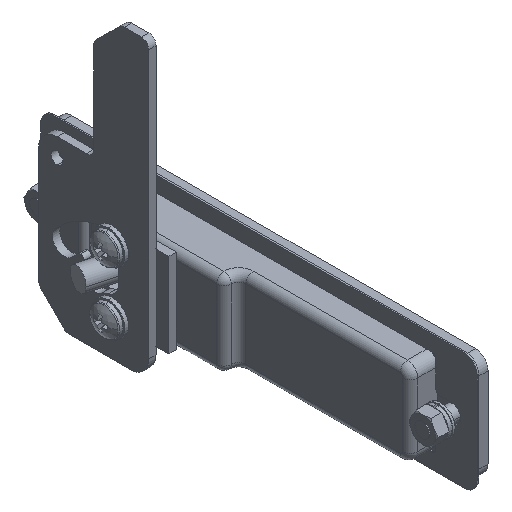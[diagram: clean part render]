
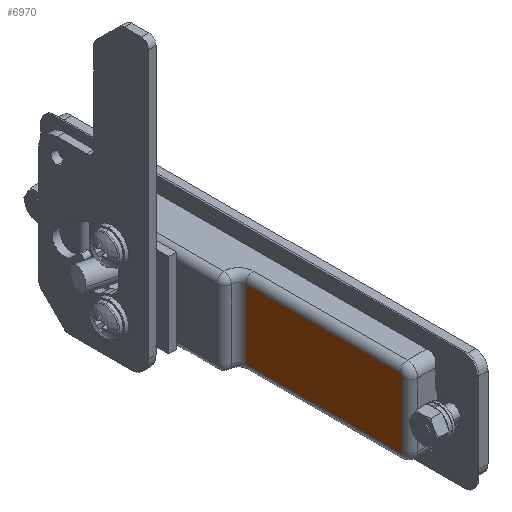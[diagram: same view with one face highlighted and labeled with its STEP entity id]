
A CAD part, isometric view. The second image highlights one B-rep face of the part: STEP entity #6970.
In plain terms, the highlighted face is planar.
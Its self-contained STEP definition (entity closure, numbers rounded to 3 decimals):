
#393 = PLANE ( 'NONE',  #8790 ) ;
#597 = CARTESIAN_POINT ( 'NONE',  ( -8.7, -71.3, -11. ) ) ;
#682 = EDGE_CURVE ( 'NONE', #10135, #8348, #5860, .T. ) ;
#933 = EDGE_CURVE ( 'NONE', #4802, #6711, #9023, .T. ) ;
#1082 = EDGE_CURVE ( 'NONE', #6711, #10135, #2015, .T. ) ;
#1252 = CIRCLE ( 'NONE', #6881, 0.8 ) ;
#1328 = EDGE_CURVE ( 'NONE', #4155, #4802, #4547, .T. ) ;
#1649 = ORIENTED_EDGE ( 'NONE', *, *, #933, .T. ) ;
#1752 = EDGE_CURVE ( 'NONE', #2255, #4155, #1252, .T. ) ;
#1883 = DIRECTION ( 'NONE',  ( 1., 0., 0. ) ) ;
#1890 = EDGE_CURVE ( 'NONE', #8348, #2255, #6715, .T. ) ;
#2013 = ORIENTED_EDGE ( 'NONE', *, *, #1082, .T. ) ;
#2015 = LINE ( 'NONE', #4076, #8251 ) ;
#2037 = DIRECTION ( 'NONE',  ( 0., 0., 1. ) ) ;
#2255 = VERTEX_POINT ( 'NONE', #597 ) ;
#2317 = CARTESIAN_POINT ( 'NONE',  ( -8.7, -70.5, -11. ) ) ;
#2555 = ORIENTED_EDGE ( 'NONE', *, *, #1328, .T. ) ;
#2713 = CARTESIAN_POINT ( 'NONE',  ( 11.5, -28.5, -11. ) ) ;
#2779 = VECTOR ( 'NONE', #1883, 1000. ) ;
#3131 = DIRECTION ( 'NONE',  ( 0., -1., 0. ) ) ;
#3787 = CARTESIAN_POINT ( 'NONE',  ( 8.7, -71.3, -11. ) ) ;
#4076 = CARTESIAN_POINT ( 'NONE',  ( 9.5, -70.5, -11. ) ) ;
#4155 = VERTEX_POINT ( 'NONE', #9706 ) ;
#4225 = CARTESIAN_POINT ( 'NONE',  ( 14.5, -71.3, -11. ) ) ;
#4288 = VECTOR ( 'NONE', #9106, 1000. ) ;
#4298 = VECTOR ( 'NONE', #4394, 1000. ) ;
#4312 = CARTESIAN_POINT ( 'NONE',  ( 8.7, -70.5, -11. ) ) ;
#4394 = DIRECTION ( 'NONE',  ( 0., 1., 0. ) ) ;
#4416 = AXIS2_PLACEMENT_3D ( 'NONE', #4312, #9199, #6773 ) ;
#4547 = LINE ( 'NONE', #10110, #4298 ) ;
#4802 = VERTEX_POINT ( 'NONE', #6005 ) ;
#5202 = EDGE_LOOP ( 'NONE', ( #6316, #2555, #1649, #2013, #8551, #7559 ) ) ;
#5860 = CIRCLE ( 'NONE', #4416, 0.8 ) ;
#6005 = CARTESIAN_POINT ( 'NONE',  ( -9.5, -28.5, -11. ) ) ;
#6316 = ORIENTED_EDGE ( 'NONE', *, *, #1752, .T. ) ;
#6361 = FACE_OUTER_BOUND ( 'NONE', #5202, .T. ) ;
#6711 = VERTEX_POINT ( 'NONE', #8229 ) ;
#6715 = LINE ( 'NONE', #4225, #4288 ) ;
#6773 = DIRECTION ( 'NONE',  ( 0., -1., 0. ) ) ;
#6881 = AXIS2_PLACEMENT_3D ( 'NONE', #2317, #8007, #3131 ) ;
#6903 = CARTESIAN_POINT ( 'NONE',  ( 14.5, -26.5, -11. ) ) ;
#6970 = ADVANCED_FACE ( 'NONE', ( #6361 ), #393, .F. ) ;
#7559 = ORIENTED_EDGE ( 'NONE', *, *, #1890, .T. ) ;
#7723 = DIRECTION ( 'NONE',  ( 0., -1., 0. ) ) ;
#8007 = DIRECTION ( 'NONE',  ( 0., 0., -1. ) ) ;
#8229 = CARTESIAN_POINT ( 'NONE',  ( 9.5, -28.5, -11. ) ) ;
#8251 = VECTOR ( 'NONE', #8953, 1000. ) ;
#8348 = VERTEX_POINT ( 'NONE', #3787 ) ;
#8551 = ORIENTED_EDGE ( 'NONE', *, *, #682, .T. ) ;
#8790 = AXIS2_PLACEMENT_3D ( 'NONE', #6903, #2037, #7723 ) ;
#8923 = CARTESIAN_POINT ( 'NONE',  ( 9.5, -70.5, -11. ) ) ;
#8953 = DIRECTION ( 'NONE',  ( 0., -1., 0. ) ) ;
#9023 = LINE ( 'NONE', #2713, #2779 ) ;
#9106 = DIRECTION ( 'NONE',  ( -1., 0., 0. ) ) ;
#9199 = DIRECTION ( 'NONE',  ( 0., 0., -1. ) ) ;
#9706 = CARTESIAN_POINT ( 'NONE',  ( -9.5, -70.5, -11. ) ) ;
#10110 = CARTESIAN_POINT ( 'NONE',  ( -9.5, -26.5, -11. ) ) ;
#10135 = VERTEX_POINT ( 'NONE', #8923 ) ;
